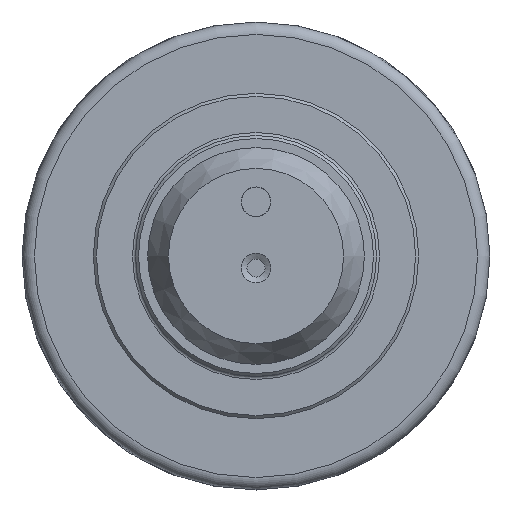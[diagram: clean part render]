
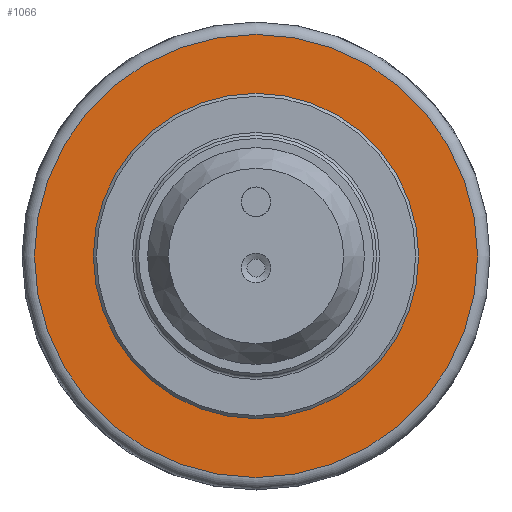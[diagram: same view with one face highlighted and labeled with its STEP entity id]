
A CAD part, left-side view. The second image highlights one B-rep face of the part: STEP entity #1066.
In plain terms, the highlighted planar face has unit normal (-1, 0, 0).
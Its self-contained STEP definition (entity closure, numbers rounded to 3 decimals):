
#40=FACE_BOUND('',#234,.T.);
#61=CIRCLE('',#1161,26.);
#64=CIRCLE('',#1165,36.785);
#65=CIRCLE('',#1166,36.785);
#163=FACE_OUTER_BOUND('',#233,.T.);
#233=EDGE_LOOP('',(#828,#829));
#234=EDGE_LOOP('',(#830));
#479=VERTEX_POINT('',#1748);
#482=VERTEX_POINT('',#1756);
#483=VERTEX_POINT('',#1757);
#609=EDGE_CURVE('',#479,#479,#61,.T.);
#613=EDGE_CURVE('',#482,#483,#64,.T.);
#614=EDGE_CURVE('',#483,#482,#65,.T.);
#828=ORIENTED_EDGE('',*,*,#613,.F.);
#829=ORIENTED_EDGE('',*,*,#614,.F.);
#830=ORIENTED_EDGE('',*,*,#609,.T.);
#1026=PLANE('',#1164);
#1066=ADVANCED_FACE('',(#163,#40),#1026,.T.);
#1161=AXIS2_PLACEMENT_3D('',#1749,#1394,#1395);
#1164=AXIS2_PLACEMENT_3D('',#1755,#1401,#1402);
#1165=AXIS2_PLACEMENT_3D('',#1758,#1403,#1404);
#1166=AXIS2_PLACEMENT_3D('',#1759,#1405,#1406);
#1394=DIRECTION('center_axis',(1.,0.,0.));
#1395=DIRECTION('ref_axis',(0.,1.,0.));
#1401=DIRECTION('center_axis',(-1.,0.,0.));
#1402=DIRECTION('ref_axis',(0.,0.,-1.));
#1403=DIRECTION('center_axis',(1.,0.,0.));
#1404=DIRECTION('ref_axis',(0.,1.,0.));
#1405=DIRECTION('center_axis',(1.,0.,0.));
#1406=DIRECTION('ref_axis',(0.,1.,0.));
#1748=CARTESIAN_POINT('',(0.822,-24.108,2.797));
#1749=CARTESIAN_POINT('Origin',(0.822,1.892,2.797));
#1755=CARTESIAN_POINT('Origin',(0.822,-32.186,2.797));
#1756=CARTESIAN_POINT('',(0.822,-34.893,2.797));
#1757=CARTESIAN_POINT('',(0.822,1.892,-33.988));
#1758=CARTESIAN_POINT('Origin',(0.822,1.892,2.797));
#1759=CARTESIAN_POINT('Origin',(0.822,1.892,2.797));
